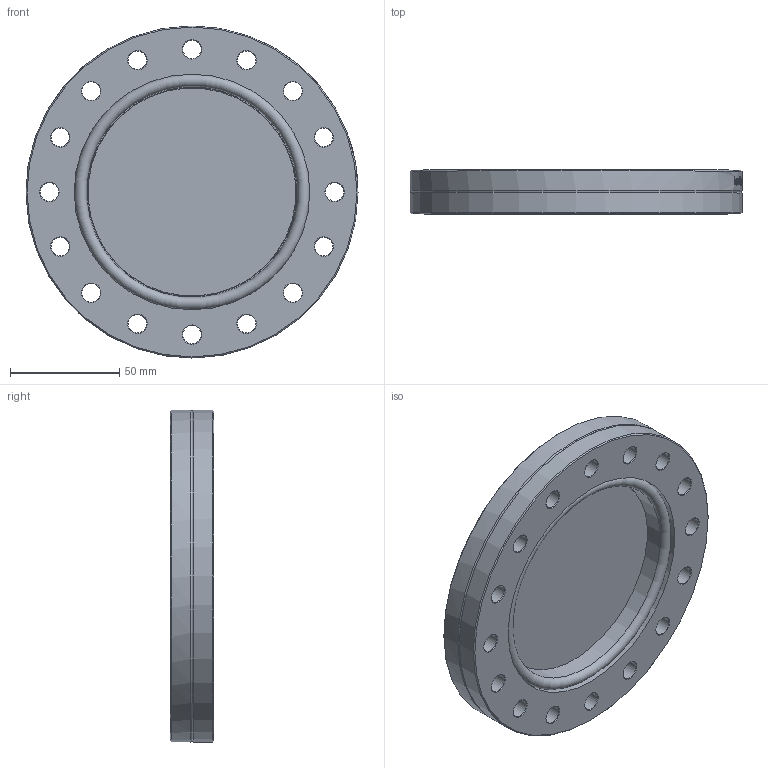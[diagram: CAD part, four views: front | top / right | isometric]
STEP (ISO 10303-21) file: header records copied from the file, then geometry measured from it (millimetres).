
FILE_DESCRIPTION(/* description */ (''),/* implementation_level */ '2;1');
FILE_NAME(/* name */ 'VP-100CF.stp',/* time_stamp */ '2023-08-14T09:23:52+01:00',/* author */ ('PaulJarvis'),/* organization */ (''),/* preprocessor_version */ 'ST-DEVELOPER v19.2',/* originating_system */ 'Autodesk Inventor 2023',/* authorisation */ '');
FILE_SCHEMA (('AUTOMOTIVE_DESIGN { 1 0 10303 214 3 1 1 }'));
Length unit declared in the file: millimetre
Products named in the file (4): VP-100CF; FL-100CF bored for vp; DN100 Weldable spinning; DN100 glass disc with flow
Assembly tree (3 placements, depth 2):
  VP-100CF
    FL-100CF bored for vp
    DN100 Weldable spinning
    DN100 glass disc with flow
Bounding box: 151.64 x 20 x 151.64 mm (x, y, z)
Volume: 208186.2 mm3; surface area: 82781.2 mm2
Topology: 3 solids, 3 shells, 183 faces, 477 edges, 314 vertices
Faces by surface type: bspline 53, plane 43, cone 42, cylinder 36, torus 9
Full cylindrical faces by diameter (mm): 8.4 x16, 96.5 x1, 106.1 x1, 107.6 x2, 109.1 x1, 112.1 x1, 114 x1, 120.8 x1, 151.64 x2
Entity records: 18404 total; most frequent: CARTESIAN_POINT 13929, ORIENTED_EDGE 950, DIRECTION 774, EDGE_CURVE 475, VERTEX_POINT 311, AXIS2_PLACEMENT_3D 304, EDGE_LOOP 232, FACE_OUTER_BOUND 183
